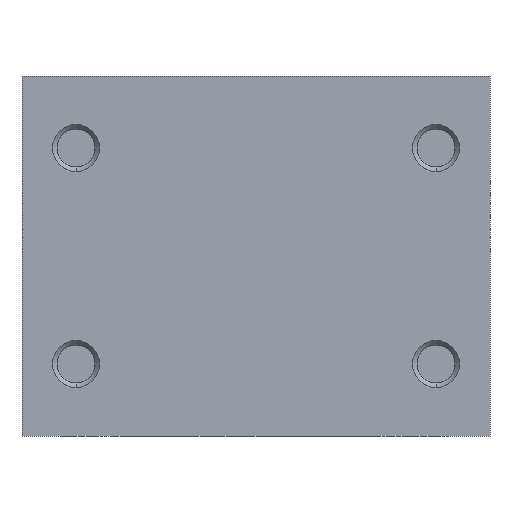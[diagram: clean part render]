
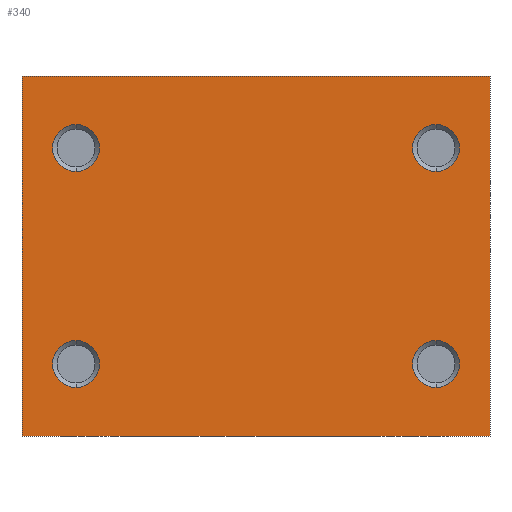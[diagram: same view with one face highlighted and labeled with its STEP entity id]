
A CAD part, front view. The second image highlights one B-rep face of the part: STEP entity #340.
In plain terms, the highlighted planar face has unit normal (0, -1, 0).
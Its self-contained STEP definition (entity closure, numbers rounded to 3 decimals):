
#9 = LINE ( 'NONE', #1107, #665 ) ;
#13 = DIRECTION ( 'NONE',  ( 0., 0., 1. ) ) ;
#23 = DIRECTION ( 'NONE',  ( 0., 1., 0. ) ) ;
#31 = CARTESIAN_POINT ( 'NONE',  ( -20., -20., 12. ) ) ;
#34 = EDGE_LOOP ( 'NONE', ( #686, #408 ) ) ;
#47 = EDGE_CURVE ( 'NONE', #164, #2014, #662, .T. ) ;
#67 = CARTESIAN_POINT ( 'NONE',  ( -26., -20., 20. ) ) ;
#118 = ORIENTED_EDGE ( 'NONE', *, *, #47, .T. ) ;
#164 = VERTEX_POINT ( 'NONE', #537 ) ;
#199 = VERTEX_POINT ( 'NONE', #1810 ) ;
#210 = LINE ( 'NONE', #1876, #465 ) ;
#237 = DIRECTION ( 'NONE',  ( 0., 0., 1. ) ) ;
#263 = DIRECTION ( 'NONE',  ( 0., 0., 1. ) ) ;
#270 = DIRECTION ( 'NONE',  ( 0., 1., 0. ) ) ;
#277 = VERTEX_POINT ( 'NONE', #738 ) ;
#285 = CARTESIAN_POINT ( 'NONE',  ( -20., -20., -12. ) ) ;
#304 = AXIS2_PLACEMENT_3D ( 'NONE', #285, #2029, #1076 ) ;
#336 = VERTEX_POINT ( 'NONE', #1205 ) ;
#338 = CARTESIAN_POINT ( 'NONE',  ( 20., -20., -9.4 ) ) ;
#340 = ADVANCED_FACE ( 'NONE', ( #556, #1505, #437, #1359, #1193 ), #1542, .F. ) ;
#359 = CIRCLE ( 'NONE', #939, 2.6 ) ;
#363 = CIRCLE ( 'NONE', #943, 2.6 ) ;
#364 = AXIS2_PLACEMENT_3D ( 'NONE', #1984, #905, #2017 ) ;
#374 = CARTESIAN_POINT ( 'NONE',  ( -20., -20., -12. ) ) ;
#396 = AXIS2_PLACEMENT_3D ( 'NONE', #31, #1919, #13 ) ;
#408 = ORIENTED_EDGE ( 'NONE', *, *, #589, .T. ) ;
#435 = EDGE_CURVE ( 'NONE', #1575, #624, #9, .T. ) ;
#437 = FACE_BOUND ( 'NONE', #1676, .T. ) ;
#465 = VECTOR ( 'NONE', #1677, 1000. ) ;
#504 = EDGE_CURVE ( 'NONE', #336, #277, #210, .T. ) ;
#519 = ORIENTED_EDGE ( 'NONE', *, *, #706, .T. ) ;
#525 = CARTESIAN_POINT ( 'NONE',  ( 20., -20., -14.6 ) ) ;
#537 = CARTESIAN_POINT ( 'NONE',  ( -20., -20., 14.6 ) ) ;
#556 = FACE_BOUND ( 'NONE', #797, .T. ) ;
#563 = AXIS2_PLACEMENT_3D ( 'NONE', #1733, #23, #1593 ) ;
#571 = CARTESIAN_POINT ( 'NONE',  ( -20., -20., 9.4 ) ) ;
#587 = EDGE_LOOP ( 'NONE', ( #1275, #1716, #1340, #744 ) ) ;
#589 = EDGE_CURVE ( 'NONE', #752, #199, #363, .T. ) ;
#605 = CIRCLE ( 'NONE', #1036, 2.6 ) ;
#624 = VERTEX_POINT ( 'NONE', #1038 ) ;
#659 = ORIENTED_EDGE ( 'NONE', *, *, #1851, .T. ) ;
#662 = CIRCLE ( 'NONE', #396, 2.6 ) ;
#665 = VECTOR ( 'NONE', #1898, 1000. ) ;
#686 = ORIENTED_EDGE ( 'NONE', *, *, #915, .T. ) ;
#687 = CARTESIAN_POINT ( 'NONE',  ( 20., -20., 12. ) ) ;
#691 = EDGE_CURVE ( 'NONE', #1599, #992, #605, .T. ) ;
#696 = CARTESIAN_POINT ( 'NONE',  ( 20., -20., 12. ) ) ;
#706 = EDGE_CURVE ( 'NONE', #710, #1063, #1105, .T. ) ;
#710 = VERTEX_POINT ( 'NONE', #1377 ) ;
#738 = CARTESIAN_POINT ( 'NONE',  ( -26., -20., -20. ) ) ;
#744 = ORIENTED_EDGE ( 'NONE', *, *, #504, .F. ) ;
#752 = VERTEX_POINT ( 'NONE', #1849 ) ;
#765 = DIRECTION ( 'NONE',  ( 0., 0., 1. ) ) ;
#771 = CARTESIAN_POINT ( 'NONE',  ( 0., -20., 0. ) ) ;
#797 = EDGE_LOOP ( 'NONE', ( #1813, #659 ) ) ;
#905 = DIRECTION ( 'NONE',  ( 0., 1., 0. ) ) ;
#915 = EDGE_CURVE ( 'NONE', #199, #752, #1558, .T. ) ;
#939 = AXIS2_PLACEMENT_3D ( 'NONE', #374, #1811, #237 ) ;
#943 = AXIS2_PLACEMENT_3D ( 'NONE', #687, #1343, #1491 ) ;
#992 = VERTEX_POINT ( 'NONE', #338 ) ;
#994 = VECTOR ( 'NONE', #765, 1000. ) ;
#1036 = AXIS2_PLACEMENT_3D ( 'NONE', #1705, #1242, #263 ) ;
#1038 = CARTESIAN_POINT ( 'NONE',  ( 26., -20., 20. ) ) ;
#1063 = VERTEX_POINT ( 'NONE', #1965 ) ;
#1076 = DIRECTION ( 'NONE',  ( 0., 0., 1. ) ) ;
#1105 = CIRCLE ( 'NONE', #304, 2.6 ) ;
#1107 = CARTESIAN_POINT ( 'NONE',  ( -26., -20., 20. ) ) ;
#1162 = CIRCLE ( 'NONE', #364, 2.6 ) ;
#1193 = FACE_OUTER_BOUND ( 'NONE', #587, .T. ) ;
#1204 = DIRECTION ( 'NONE',  ( 0., 0., -1. ) ) ;
#1205 = CARTESIAN_POINT ( 'NONE',  ( 26., -20., -20. ) ) ;
#1213 = CARTESIAN_POINT ( 'NONE',  ( 26., -20., 20. ) ) ;
#1242 = DIRECTION ( 'NONE',  ( 0., 1., 0. ) ) ;
#1251 = CARTESIAN_POINT ( 'NONE',  ( -26., -20., -20. ) ) ;
#1269 = AXIS2_PLACEMENT_3D ( 'NONE', #696, #1330, #1339 ) ;
#1275 = ORIENTED_EDGE ( 'NONE', *, *, #1985, .F. ) ;
#1301 = ORIENTED_EDGE ( 'NONE', *, *, #1632, .T. ) ;
#1330 = DIRECTION ( 'NONE',  ( 0., 1., 0. ) ) ;
#1339 = DIRECTION ( 'NONE',  ( 0., 0., 1. ) ) ;
#1340 = ORIENTED_EDGE ( 'NONE', *, *, #1411, .F. ) ;
#1343 = DIRECTION ( 'NONE',  ( 0., 1., 0. ) ) ;
#1357 = EDGE_CURVE ( 'NONE', #2014, #164, #1162, .T. ) ;
#1359 = FACE_BOUND ( 'NONE', #1405, .T. ) ;
#1369 = LINE ( 'NONE', #1213, #1630 ) ;
#1377 = CARTESIAN_POINT ( 'NONE',  ( -20., -20., -14.6 ) ) ;
#1399 = LINE ( 'NONE', #1251, #994 ) ;
#1405 = EDGE_LOOP ( 'NONE', ( #519, #1301 ) ) ;
#1411 = EDGE_CURVE ( 'NONE', #277, #1575, #1399, .T. ) ;
#1491 = DIRECTION ( 'NONE',  ( 0., 0., 1. ) ) ;
#1505 = FACE_BOUND ( 'NONE', #34, .T. ) ;
#1542 = PLANE ( 'NONE',  #1950 ) ;
#1555 = CIRCLE ( 'NONE', #563, 2.6 ) ;
#1558 = CIRCLE ( 'NONE', #1269, 2.6 ) ;
#1575 = VERTEX_POINT ( 'NONE', #67 ) ;
#1593 = DIRECTION ( 'NONE',  ( 0., 0., 1. ) ) ;
#1599 = VERTEX_POINT ( 'NONE', #525 ) ;
#1630 = VECTOR ( 'NONE', #1204, 1000. ) ;
#1632 = EDGE_CURVE ( 'NONE', #1063, #710, #359, .T. ) ;
#1643 = ORIENTED_EDGE ( 'NONE', *, *, #1357, .T. ) ;
#1676 = EDGE_LOOP ( 'NONE', ( #1643, #118 ) ) ;
#1677 = DIRECTION ( 'NONE',  ( -1., 0., 0. ) ) ;
#1705 = CARTESIAN_POINT ( 'NONE',  ( 20., -20., -12. ) ) ;
#1716 = ORIENTED_EDGE ( 'NONE', *, *, #435, .F. ) ;
#1733 = CARTESIAN_POINT ( 'NONE',  ( 20., -20., -12. ) ) ;
#1810 = CARTESIAN_POINT ( 'NONE',  ( 20., -20., 9.4 ) ) ;
#1811 = DIRECTION ( 'NONE',  ( 0., 1., 0. ) ) ;
#1813 = ORIENTED_EDGE ( 'NONE', *, *, #691, .T. ) ;
#1849 = CARTESIAN_POINT ( 'NONE',  ( 20., -20., 14.6 ) ) ;
#1851 = EDGE_CURVE ( 'NONE', #992, #1599, #1555, .T. ) ;
#1876 = CARTESIAN_POINT ( 'NONE',  ( 26., -20., -20. ) ) ;
#1898 = DIRECTION ( 'NONE',  ( 1., 0., 0. ) ) ;
#1919 = DIRECTION ( 'NONE',  ( 0., 1., 0. ) ) ;
#1950 = AXIS2_PLACEMENT_3D ( 'NONE', #771, #270, #1977 ) ;
#1965 = CARTESIAN_POINT ( 'NONE',  ( -20., -20., -9.4 ) ) ;
#1977 = DIRECTION ( 'NONE',  ( 0., 0., 1. ) ) ;
#1984 = CARTESIAN_POINT ( 'NONE',  ( -20., -20., 12. ) ) ;
#1985 = EDGE_CURVE ( 'NONE', #624, #336, #1369, .T. ) ;
#2014 = VERTEX_POINT ( 'NONE', #571 ) ;
#2017 = DIRECTION ( 'NONE',  ( 0., 0., 1. ) ) ;
#2029 = DIRECTION ( 'NONE',  ( 0., 1., 0. ) ) ;
